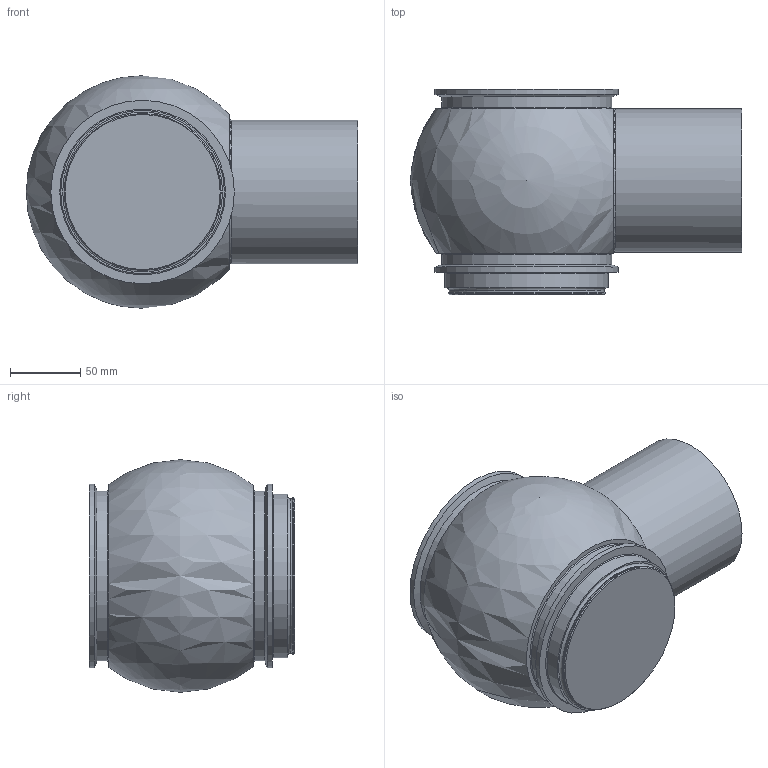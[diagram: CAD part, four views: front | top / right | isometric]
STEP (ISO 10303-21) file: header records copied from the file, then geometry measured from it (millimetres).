
FILE_DESCRIPTION(/* description */ (''),/* implementation_level */ '2;1');
FILE_NAME(/* name */ '111234.STEP',/* time_stamp */ '2021-04-23T16:01:47-05:00',/* author */ ('FA67NH'),/* organization */ (''),/* preprocessor_version */ 'ST-DEVELOPER v18.1',/* originating_system */ 'Autodesk Inventor 2020',/* authorisation */ '');
FILE_SCHEMA (('AUTOMOTIVE_DESIGN { 1 0 10303 214 3 1 1 }'));
Length unit declared in the file: inch
Products named in the file (1): 111234
Bounding box: 235.2 x 145.8 x 165.1 mm (x, y, z)
Volume: 3040907.7 mm3; surface area: 129127.8 mm2
Topology: 1 solids, 1 shells, 27 faces, 82 edges, 60 vertices
Faces by surface type: plane 9, cylinder 8, torus 6, cone 3, sphere 1
Full cylindrical faces by diameter (mm): 101.6 x1, 109.982 x1, 111.455 x1, 116.103 x1, 120.65 x2, 130.175 x2
Entity records: 1038 total; most frequent: DIRECTION 197, CARTESIAN_POINT 190, ORIENTED_EDGE 160, AXIS2_PLACEMENT_3D 91, EDGE_CURVE 80, CIRCLE 63, VERTEX_POINT 60, EDGE_LOOP 32
